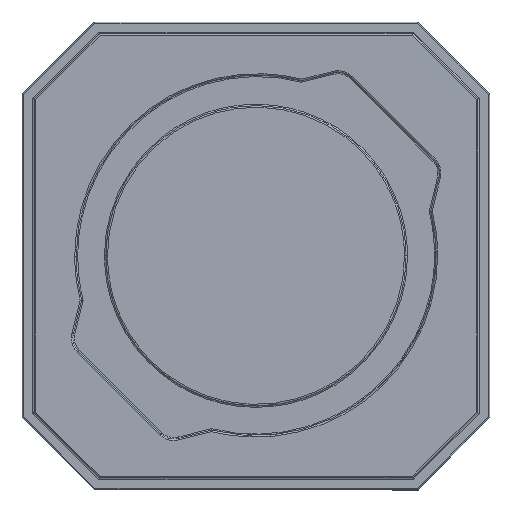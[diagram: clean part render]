
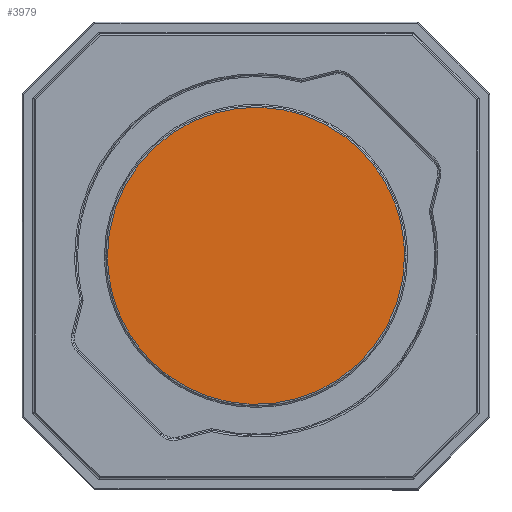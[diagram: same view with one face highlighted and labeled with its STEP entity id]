
A CAD part, top view. The second image highlights one B-rep face of the part: STEP entity #3979.
In plain terms, the highlighted planar face has unit normal (0, 0, 1).
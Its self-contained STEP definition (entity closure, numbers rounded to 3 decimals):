
#247 = AXIS2_PLACEMENT_3D ( 'NONE', #9567, #7830, #4313 ) ;
#448 = ORIENTED_EDGE ( 'NONE', *, *, #8761, .F. ) ;
#742 = FACE_OUTER_BOUND ( 'NONE', #764, .T. ) ;
#764 = EDGE_LOOP ( 'NONE', ( #2696, #448 ) ) ;
#1759 = CARTESIAN_POINT ( 'NONE',  ( -2.001, 4.002, 3. ) ) ;
#2117 =( BOUNDED_CURVE ( )  B_SPLINE_CURVE ( 3, ( #7699, #9552, #9588, #3498 ),
 .UNSPECIFIED., .F., .F. ) 
 B_SPLINE_CURVE_WITH_KNOTS ( ( 4, 4 ),
 ( 0., 1. ),
 .UNSPECIFIED. ) 
 CURVE ( )  GEOMETRIC_REPRESENTATION_ITEM ( )  RATIONAL_B_SPLINE_CURVE ( ( 1., 0.333, 0.333, 1. ) ) 
 REPRESENTATION_ITEM ( '' )  );
#2558 = PLANE ( 'NONE',  #247 ) ;
#2696 = ORIENTED_EDGE ( 'NONE', *, *, #7652, .F. ) ;
#3498 = CARTESIAN_POINT ( 'NONE',  ( -2.001, 0., 3. ) ) ;
#3979 = ADVANCED_FACE ( 'NONE', ( #742 ), #2558, .T. ) ;
#4083 =( BOUNDED_CURVE ( )  B_SPLINE_CURVE ( 3, ( #6032, #1759, #8785, #4439 ),
 .UNSPECIFIED., .F., .T. ) 
 B_SPLINE_CURVE_WITH_KNOTS ( ( 4, 4 ),
 ( 0., 1. ),
 .UNSPECIFIED. ) 
 CURVE ( )  GEOMETRIC_REPRESENTATION_ITEM ( )  RATIONAL_B_SPLINE_CURVE ( ( 1., 0.333, 0.333, 1. ) ) 
 REPRESENTATION_ITEM ( '' )  );
#4313 = DIRECTION ( 'NONE',  ( 1., 0., 0. ) ) ;
#4439 = CARTESIAN_POINT ( 'NONE',  ( 2.001, 0., 3. ) ) ;
#6032 = CARTESIAN_POINT ( 'NONE',  ( -2.001, 0., 3. ) ) ;
#7652 = EDGE_CURVE ( 'NONE', #11313, #9756, #2117, .T. ) ;
#7699 = CARTESIAN_POINT ( 'NONE',  ( 2.001, 0., 3. ) ) ;
#7830 = DIRECTION ( 'NONE',  ( 0., 0., 1. ) ) ;
#8761 = EDGE_CURVE ( 'NONE', #9756, #11313, #4083, .T. ) ;
#8785 = CARTESIAN_POINT ( 'NONE',  ( 2.001, 4.002, 3. ) ) ;
#9220 = CARTESIAN_POINT ( 'NONE',  ( 2.001, 0., 3. ) ) ;
#9552 = CARTESIAN_POINT ( 'NONE',  ( 2.001, -4.002, 3. ) ) ;
#9567 = CARTESIAN_POINT ( 'NONE',  ( 0., 0., 3. ) ) ;
#9588 = CARTESIAN_POINT ( 'NONE',  ( -2.001, -4.002, 3. ) ) ;
#9756 = VERTEX_POINT ( 'NONE', #11209 ) ;
#11209 = CARTESIAN_POINT ( 'NONE',  ( -2.001, 0., 3. ) ) ;
#11313 = VERTEX_POINT ( 'NONE', #9220 ) ;
